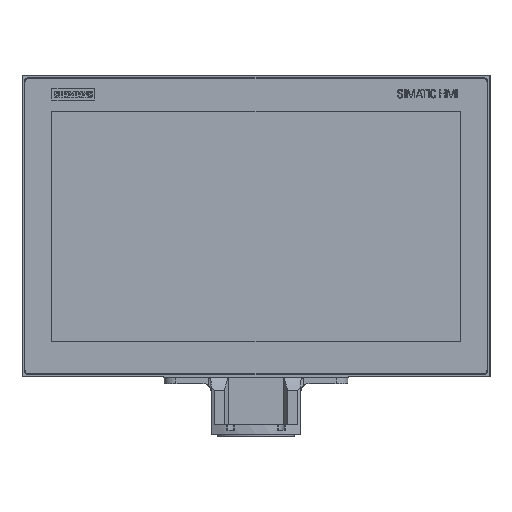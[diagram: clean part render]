
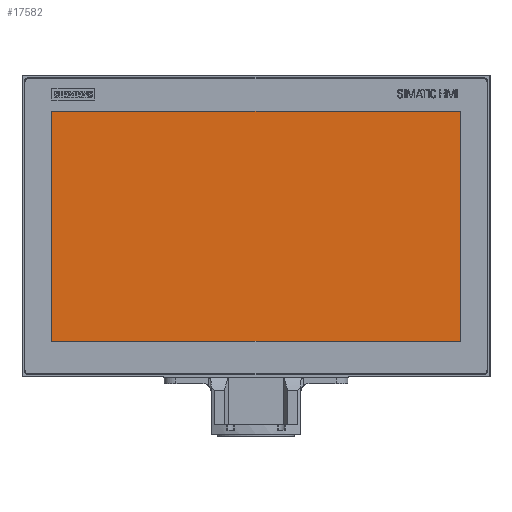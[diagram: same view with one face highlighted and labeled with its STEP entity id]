
A CAD part, top view. The second image highlights one B-rep face of the part: STEP entity #17582.
In plain terms, the highlighted planar face has unit normal (0, 0, 1).
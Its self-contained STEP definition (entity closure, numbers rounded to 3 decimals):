
#15239=PLANE('',#70380);
#17582=ADVANCED_FACE('',(#20753),#15239,.T.);
#20753=FACE_OUTER_BOUND('',#23828,.T.);
#23828=EDGE_LOOP('',(#36522,#36523,#36524,#36525));
#36522=ORIENTED_EDGE('',*,*,#53786,.F.);
#36523=ORIENTED_EDGE('',*,*,#53789,.F.);
#36524=ORIENTED_EDGE('',*,*,#53791,.F.);
#36525=ORIENTED_EDGE('',*,*,#53792,.F.);
#47680=VERTEX_POINT('',#96273);
#47681=VERTEX_POINT('',#96275);
#47682=VERTEX_POINT('',#96279);
#47683=VERTEX_POINT('',#96283);
#53786=EDGE_CURVE('',#47680,#47681,#60034,.T.);
#53789=EDGE_CURVE('',#47682,#47680,#60037,.T.);
#53791=EDGE_CURVE('',#47683,#47682,#60039,.T.);
#53792=EDGE_CURVE('',#47681,#47683,#60040,.T.);
#60034=LINE('',#96274,#64142);
#60037=LINE('',#96280,#64145);
#60039=LINE('',#96284,#64147);
#60040=LINE('',#96286,#64148);
#64142=VECTOR('',#76582,1.);
#64145=VECTOR('',#76587,1.);
#64147=VECTOR('',#76591,1.);
#64148=VECTOR('',#76594,1.);
#70380=AXIS2_PLACEMENT_3D('',#96288,#76597,#76598);
#76582=DIRECTION('',(0.,1.,0.));
#76587=DIRECTION('',(-1.,0.,0.));
#76591=DIRECTION('',(0.,-1.,0.));
#76594=DIRECTION('',(1.,0.,0.));
#76597=DIRECTION('',(0.,0.,1.));
#76598=DIRECTION('',(1.,0.,0.));
#96273=CARTESIAN_POINT('',(-357.992,-471.486,-12.56));
#96274=CARTESIAN_POINT('',(-357.992,-276.486,-12.56));
#96275=CARTESIAN_POINT('',(-357.992,-276.486,-12.56));
#96279=CARTESIAN_POINT('',(-11.992,-471.486,-12.56));
#96280=CARTESIAN_POINT('',(-357.992,-471.486,-12.56));
#96283=CARTESIAN_POINT('',(-11.992,-276.486,-12.56));
#96284=CARTESIAN_POINT('',(-11.992,-471.486,-12.56));
#96286=CARTESIAN_POINT('',(-11.992,-276.486,-12.56));
#96288=CARTESIAN_POINT('',(0.,0.,-12.56));
